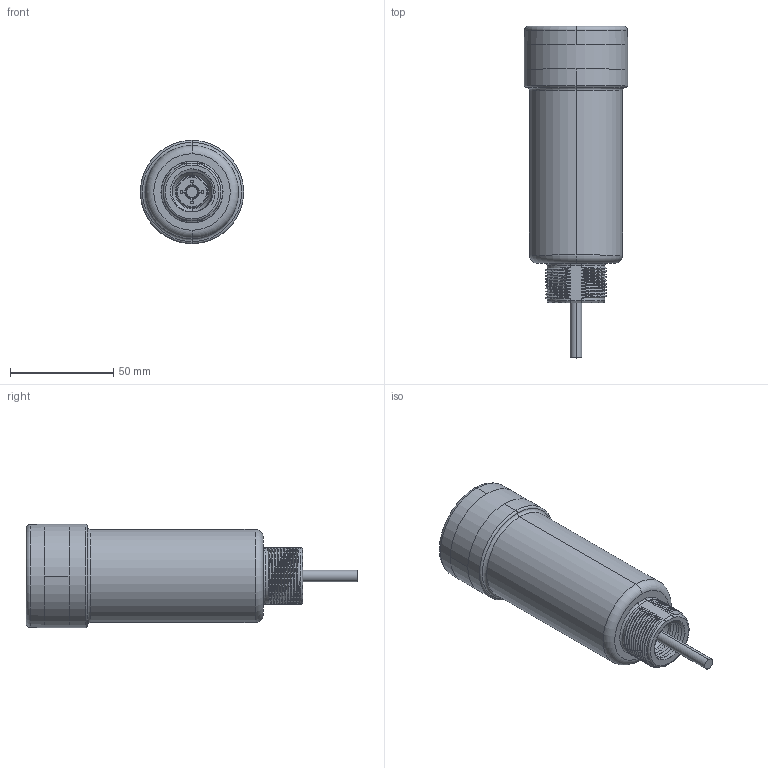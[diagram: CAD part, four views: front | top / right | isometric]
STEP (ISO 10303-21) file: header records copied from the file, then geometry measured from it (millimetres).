
FILE_DESCRIPTION((''),'2;1');
FILE_NAME('168277_ASM','2014-06-26T',('pdmadmin'),(''),'PRO/ENGINEER BY PARAMETRIC TECHNOLOGY CORPORATION, 2013230','PRO/ENGINEER BY PARAMETRIC TECHNOLOGY CORPORATION, 2013230','');
FILE_SCHEMA(('CONFIG_CONTROL_DESIGN'));
Products named in the file (7): 163979; 62676; 62677; CABLE_215; 158231_WEB; 158946; 168277_ASM
Assembly tree (6 placements, depth 2):
  168277_ASM
    163979
    62676
    62677
    CABLE_215
    158231_WEB
    158946
Bounding box: 50 x 160.6 x 50 mm (x, y, z)
Volume: 73668.1 mm3; surface area: 52858.8 mm2
Topology: 6 solids, 6 shells, 811 faces, 1930 edges, 1171 vertices
Faces by surface type: bspline 236, cylinder 202, plane 137, torus 90, cone 74, sphere 72
Entity records: 68962 total; most frequent: CARTESIAN_POINT 51833, ORIENTED_EDGE 3860, DIRECTION 3110, EDGE_CURVE 1930, AXIS2_PLACEMENT_3D 1326, VERTEX_POINT 1171, EDGE_LOOP 859, FACE_OUTER_BOUND 811
